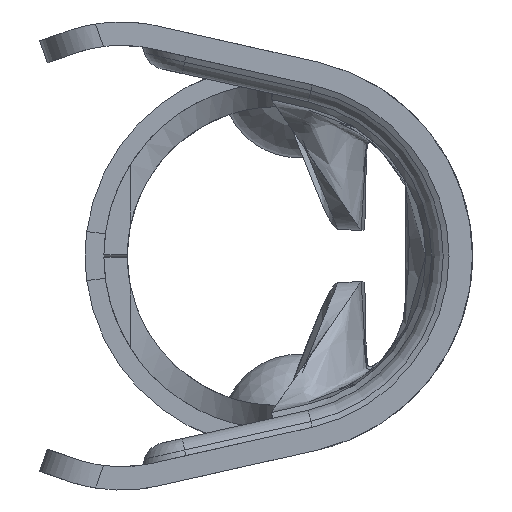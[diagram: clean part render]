
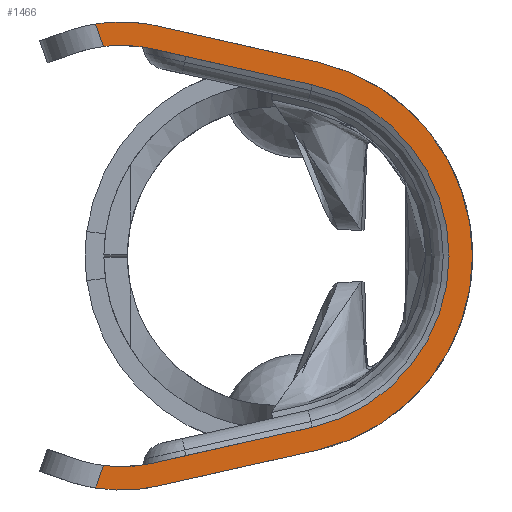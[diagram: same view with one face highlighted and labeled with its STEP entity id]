
A CAD part, left-side view. The second image highlights one B-rep face of the part: STEP entity #1466.
In plain terms, the highlighted planar face has unit normal (-1, 0, 0).
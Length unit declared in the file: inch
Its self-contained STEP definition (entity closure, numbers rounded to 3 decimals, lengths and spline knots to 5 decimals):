
#133 = DIRECTION ( 'NONE',  ( 1., 0., 0. ) ) ;
#360 = CARTESIAN_POINT ( 'NONE',  ( -2.035, 0.0025, 0. ) ) ;
#506 = VECTOR ( 'NONE', #3435, 39.37008 ) ;
#598 = LINE ( 'NONE', #6284, #17844 ) ;
#674 = ORIENTED_EDGE ( 'NONE', *, *, #10290, .F. ) ;
#716 = DIRECTION ( 'NONE',  ( 0., -0.976, -0.22 ) ) ;
#724 = AXIS2_PLACEMENT_3D ( 'NONE', #1068, #11113, #17017 ) ;
#928 = DIRECTION ( 'NONE',  ( 0., 0.328, -0.945 ) ) ;
#944 = CARTESIAN_POINT ( 'NONE',  ( -2.035, 0.1325, -0.06 ) ) ;
#1068 = CARTESIAN_POINT ( 'NONE',  ( -2.035, 0.1325, 0.06 ) ) ;
#1147 = VERTEX_POINT ( 'NONE', #8292 ) ;
#1307 = VECTOR ( 'NONE', #928, 39.37008 ) ;
#1466 = ADVANCED_FACE ( 'NONE', ( #7442 ), #13276, .F. ) ;
#1478 = VERTEX_POINT ( 'NONE', #17730 ) ;
#1632 = VERTEX_POINT ( 'NONE', #12751 ) ;
#1733 = CIRCLE ( 'NONE', #12271, 0.14 ) ;
#2401 = DIRECTION ( 'NONE',  ( -1., 0., 0. ) ) ;
#2519 = VERTEX_POINT ( 'NONE', #17454 ) ;
#2807 = CIRCLE ( 'NONE', #13380, 0.17 ) ;
#2874 = EDGE_CURVE ( 'NONE', #4823, #8856, #6594, .T. ) ;
#3347 = CARTESIAN_POINT ( 'NONE',  ( -2.035, -0.03043, 0.14634 ) ) ;
#3369 = CIRCLE ( 'NONE', #13945, 0.14 ) ;
#3435 = DIRECTION ( 'NONE',  ( 0., -0.976, 0.22 ) ) ;
#3919 = VERTEX_POINT ( 'NONE', #9048 ) ;
#3920 = ORIENTED_EDGE ( 'NONE', *, *, #10061, .F. ) ;
#3946 = CARTESIAN_POINT ( 'NONE',  ( -2.035, 0.1325, -0.06 ) ) ;
#4001 = VECTOR ( 'NONE', #18292, 39.37008 ) ;
#4213 = CARTESIAN_POINT ( 'NONE',  ( -2.035, -0.03482, -0.16585 ) ) ;
#4363 = CARTESIAN_POINT ( 'NONE',  ( -2.035, 0.1325, 0.06 ) ) ;
#4482 = EDGE_CURVE ( 'NONE', #4560, #18673, #15261, .T. ) ;
#4560 = VERTEX_POINT ( 'NONE', #8062 ) ;
#4614 = AXIS2_PLACEMENT_3D ( 'NONE', #12291, #18192, #5088 ) ;
#4823 = VERTEX_POINT ( 'NONE', #8526 ) ;
#5088 = DIRECTION ( 'NONE',  ( 0., 0., -1. ) ) ;
#5223 = AXIS2_PLACEMENT_3D ( 'NONE', #360, #6043, #11824 ) ;
#5495 = CARTESIAN_POINT ( 'NONE',  ( -2.035, 0.0025, 0. ) ) ;
#5508 = VECTOR ( 'NONE', #716, 39.37008 ) ;
#5815 = DIRECTION ( 'NONE',  ( 0., 0., 1. ) ) ;
#6043 = DIRECTION ( 'NONE',  ( 1., 0., 0. ) ) ;
#6069 = EDGE_CURVE ( 'NONE', #1478, #4560, #10574, .T. ) ;
#6284 = CARTESIAN_POINT ( 'NONE',  ( -2.035, -0.03043, 0.14634 ) ) ;
#6294 = EDGE_CURVE ( 'NONE', #2519, #8856, #7058, .T. ) ;
#6382 = CIRCLE ( 'NONE', #724, 0.12 ) ;
#6492 = CIRCLE ( 'NONE', #17206, 0.14 ) ;
#6594 = LINE ( 'NONE', #12390, #4001 ) ;
#6628 = DIRECTION ( 'NONE',  ( -1., 0., 0. ) ) ;
#7058 = CIRCLE ( 'NONE', #17803, 0.12 ) ;
#7365 = ORIENTED_EDGE ( 'NONE', *, *, #11399, .F. ) ;
#7442 = FACE_OUTER_BOUND ( 'NONE', #10474, .T. ) ;
#7468 = CARTESIAN_POINT ( 'NONE',  ( -2.035, 0.1325, 0.2 ) ) ;
#7484 = CARTESIAN_POINT ( 'NONE',  ( -2.035, -0.03482, -0.16585 ) ) ;
#7803 = LINE ( 'NONE', #13647, #5508 ) ;
#7942 = CIRCLE ( 'NONE', #18716, 0.12 ) ;
#7960 = CARTESIAN_POINT ( 'NONE',  ( -2.035, 0.14788, 0.17901 ) ) ;
#7965 = ORIENTED_EDGE ( 'NONE', *, *, #6069, .F. ) ;
#8016 = LINE ( 'NONE', #13864, #1307 ) ;
#8062 = CARTESIAN_POINT ( 'NONE',  ( -2.035, -0.03043, -0.14634 ) ) ;
#8079 = DIRECTION ( 'NONE',  ( 0., 0., 1. ) ) ;
#8128 = EDGE_CURVE ( 'NONE', #4823, #12896, #3369, .T. ) ;
#8292 = CARTESIAN_POINT ( 'NONE',  ( -2.035, 0.15456, -0.19825 ) ) ;
#8329 = ORIENTED_EDGE ( 'NONE', *, *, #15728, .F. ) ;
#8526 = CARTESIAN_POINT ( 'NONE',  ( -2.035, 0.15456, 0.19825 ) ) ;
#8856 = VERTEX_POINT ( 'NONE', #7960 ) ;
#9048 = CARTESIAN_POINT ( 'NONE',  ( -2.035, 0.10177, 0.19659 ) ) ;
#9143 = VECTOR ( 'NONE', #9918, 39.37008 ) ;
#9588 = EDGE_CURVE ( 'NONE', #1632, #1147, #8016, .T. ) ;
#9623 = CARTESIAN_POINT ( 'NONE',  ( -2.035, 0.10177, -0.19659 ) ) ;
#9641 = DIRECTION ( 'NONE',  ( 1., 0., 0. ) ) ;
#9918 = DIRECTION ( 'NONE',  ( 0., 0.976, -0.22 ) ) ;
#10061 = EDGE_CURVE ( 'NONE', #15189, #2519, #6382, .T. ) ;
#10078 = DIRECTION ( 'NONE',  ( 1., 0., 0. ) ) ;
#10290 = EDGE_CURVE ( 'NONE', #15572, #15851, #2807, .T. ) ;
#10474 = EDGE_LOOP ( 'NONE', ( #15545, #14914, #11560, #3920, #14741, #11299, #7965, #14879, #12580, #16382, #17628, #674, #7365, #8329 ) ) ;
#10574 = LINE ( 'NONE', #16486, #506 ) ;
#11113 = DIRECTION ( 'NONE',  ( -1., 0., 0. ) ) ;
#11256 = DIRECTION ( 'NONE',  ( 1., 0., 0. ) ) ;
#11299 = ORIENTED_EDGE ( 'NONE', *, *, #4482, .F. ) ;
#11399 = EDGE_CURVE ( 'NONE', #3919, #15572, #7803, .T. ) ;
#11560 = ORIENTED_EDGE ( 'NONE', *, *, #6294, .F. ) ;
#11824 = DIRECTION ( 'NONE',  ( 0., 0., -1. ) ) ;
#12070 = DIRECTION ( 'NONE',  ( 0., 0.976, 0.22 ) ) ;
#12271 = AXIS2_PLACEMENT_3D ( 'NONE', #13037, #133, #5815 ) ;
#12291 = CARTESIAN_POINT ( 'NONE',  ( -2.035, 0.0025, 0. ) ) ;
#12390 = CARTESIAN_POINT ( 'NONE',  ( -2.035, 0.07676, -0.02579 ) ) ;
#12431 = DIRECTION ( 'NONE',  ( 0., 0., -1. ) ) ;
#12580 = ORIENTED_EDGE ( 'NONE', *, *, #9588, .T. ) ;
#12714 = VERTEX_POINT ( 'NONE', #9623 ) ;
#12751 = CARTESIAN_POINT ( 'NONE',  ( -2.035, 0.14788, -0.17901 ) ) ;
#12896 = VERTEX_POINT ( 'NONE', #7468 ) ;
#13037 = CARTESIAN_POINT ( 'NONE',  ( -2.035, 0.1325, 0.06 ) ) ;
#13276 = PLANE ( 'NONE',  #5223 ) ;
#13380 = AXIS2_PLACEMENT_3D ( 'NONE', #5495, #11256, #17169 ) ;
#13647 = CARTESIAN_POINT ( 'NONE',  ( -2.035, -0.03482, 0.16585 ) ) ;
#13864 = CARTESIAN_POINT ( 'NONE',  ( -2.035, 0.07676, 0.02579 ) ) ;
#13945 = AXIS2_PLACEMENT_3D ( 'NONE', #4363, #10078, #15997 ) ;
#14105 = CARTESIAN_POINT ( 'NONE',  ( -2.035, -0.03482, 0.16585 ) ) ;
#14741 = ORIENTED_EDGE ( 'NONE', *, *, #15904, .F. ) ;
#14879 = ORIENTED_EDGE ( 'NONE', *, *, #16057, .F. ) ;
#14914 = ORIENTED_EDGE ( 'NONE', *, *, #2874, .T. ) ;
#15067 = EDGE_CURVE ( 'NONE', #12714, #1147, #6492, .T. ) ;
#15189 = VERTEX_POINT ( 'NONE', #16051 ) ;
#15261 = CIRCLE ( 'NONE', #4614, 0.15 ) ;
#15397 = CARTESIAN_POINT ( 'NONE',  ( -2.035, 0.1325, 0.06 ) ) ;
#15545 = ORIENTED_EDGE ( 'NONE', *, *, #8128, .F. ) ;
#15558 = DIRECTION ( 'NONE',  ( 0., 0., -1. ) ) ;
#15572 = VERTEX_POINT ( 'NONE', #14105 ) ;
#15728 = EDGE_CURVE ( 'NONE', #12896, #3919, #1733, .T. ) ;
#15851 = VERTEX_POINT ( 'NONE', #7484 ) ;
#15904 = EDGE_CURVE ( 'NONE', #18673, #15189, #598, .T. ) ;
#15997 = DIRECTION ( 'NONE',  ( 0., 0., 1. ) ) ;
#16051 = CARTESIAN_POINT ( 'NONE',  ( -2.035, 0.10616, 0.17707 ) ) ;
#16057 = EDGE_CURVE ( 'NONE', #1632, #1478, #7942, .T. ) ;
#16316 = EDGE_CURVE ( 'NONE', #15851, #12714, #17288, .T. ) ;
#16382 = ORIENTED_EDGE ( 'NONE', *, *, #15067, .F. ) ;
#16486 = CARTESIAN_POINT ( 'NONE',  ( -2.035, -0.03043, -0.14634 ) ) ;
#17017 = DIRECTION ( 'NONE',  ( 0., 0., 1. ) ) ;
#17169 = DIRECTION ( 'NONE',  ( 0., 0., -1. ) ) ;
#17206 = AXIS2_PLACEMENT_3D ( 'NONE', #3946, #9641, #15558 ) ;
#17288 = LINE ( 'NONE', #4213, #9143 ) ;
#17454 = CARTESIAN_POINT ( 'NONE',  ( -2.035, 0.1325, 0.18 ) ) ;
#17628 = ORIENTED_EDGE ( 'NONE', *, *, #16316, .F. ) ;
#17730 = CARTESIAN_POINT ( 'NONE',  ( -2.035, 0.10616, -0.17707 ) ) ;
#17803 = AXIS2_PLACEMENT_3D ( 'NONE', #15397, #2401, #8079 ) ;
#17844 = VECTOR ( 'NONE', #12070, 39.37008 ) ;
#18192 = DIRECTION ( 'NONE',  ( -1., 0., 0. ) ) ;
#18292 = DIRECTION ( 'NONE',  ( 0., -0.328, -0.945 ) ) ;
#18673 = VERTEX_POINT ( 'NONE', #3347 ) ;
#18716 = AXIS2_PLACEMENT_3D ( 'NONE', #944, #6628, #12431 ) ;
